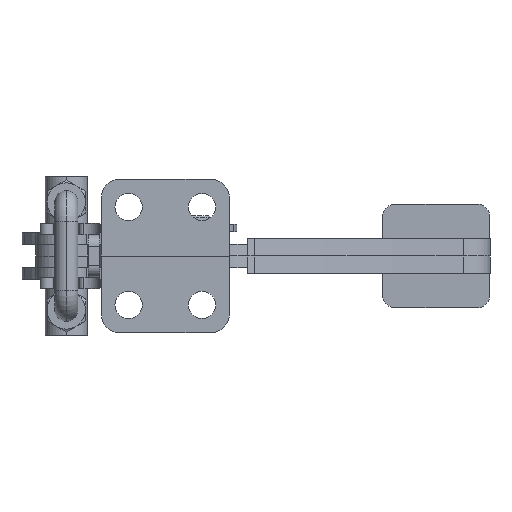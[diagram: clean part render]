
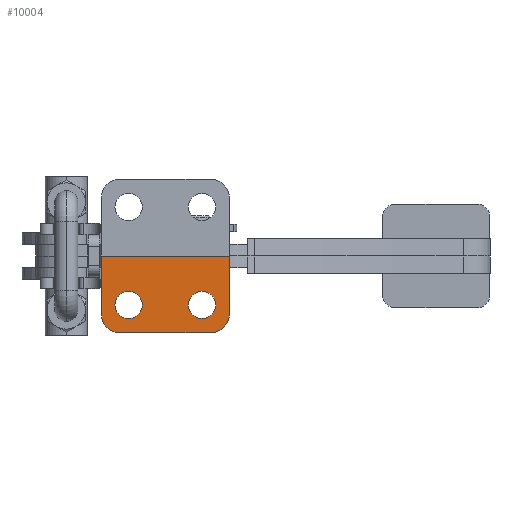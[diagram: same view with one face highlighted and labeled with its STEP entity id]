
A CAD part, front view. The second image highlights one B-rep face of the part: STEP entity #10004.
In plain terms, the highlighted planar face has unit normal (0, -1, 0).
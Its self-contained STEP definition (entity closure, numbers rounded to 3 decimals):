
#254 = CIRCLE ( 'NONE', #8334, 5. ) ;
#329 = CARTESIAN_POINT ( 'NONE',  ( -28.3, 0., -20. ) ) ;
#373 = ORIENTED_EDGE ( 'NONE', *, *, #11341, .F. ) ;
#669 = LINE ( 'NONE', #6160, #9340 ) ;
#732 = DIRECTION ( 'NONE',  ( 0., 0., -1. ) ) ;
#973 = VECTOR ( 'NONE', #9500, 1000. ) ;
#1143 = CARTESIAN_POINT ( 'NONE',  ( -28.3, 0., -15. ) ) ;
#1188 = DIRECTION ( 'NONE',  ( 0., 1., 0. ) ) ;
#1317 = DIRECTION ( 'NONE',  ( 0., 1., 0. ) ) ;
#1538 = EDGE_CURVE ( 'NONE', #7979, #13669, #12247, .T. ) ;
#1936 = LINE ( 'NONE', #2471, #7907 ) ;
#2150 = FACE_OUTER_BOUND ( 'NONE', #7887, .T. ) ;
#2257 = VERTEX_POINT ( 'NONE', #13849 ) ;
#2349 = DIRECTION ( 'NONE',  ( 0., 0., 1. ) ) ;
#2438 = VERTEX_POINT ( 'NONE', #2839 ) ;
#2471 = CARTESIAN_POINT ( 'NONE',  ( 0., 0., -3. ) ) ;
#2614 = CARTESIAN_POINT ( 'NONE',  ( -26.2, 0., -12.7 ) ) ;
#2617 = DIRECTION ( 'NONE',  ( 0., 0., -1. ) ) ;
#2838 = ORIENTED_EDGE ( 'NONE', *, *, #3079, .F. ) ;
#2839 = CARTESIAN_POINT ( 'NONE',  ( 0., 0., 0. ) ) ;
#3010 = ORIENTED_EDGE ( 'NONE', *, *, #13049, .T. ) ;
#3079 = EDGE_CURVE ( 'NONE', #13669, #6181, #11732, .T. ) ;
#3287 = CIRCLE ( 'NONE', #9166, 3.55 ) ;
#3402 = VERTEX_POINT ( 'NONE', #12630 ) ;
#3458 = EDGE_CURVE ( 'NONE', #3402, #12921, #254, .T. ) ;
#3507 = CARTESIAN_POINT ( 'NONE',  ( -26.2, 0., -16.25 ) ) ;
#3701 = CARTESIAN_POINT ( 'NONE',  ( -33.3, 0., -3. ) ) ;
#3752 = DIRECTION ( 'NONE',  ( 0., 0., -1. ) ) ;
#3872 = ORIENTED_EDGE ( 'NONE', *, *, #7014, .T. ) ;
#4183 = EDGE_CURVE ( 'NONE', #2257, #8742, #6399, .T. ) ;
#4465 = AXIS2_PLACEMENT_3D ( 'NONE', #7915, #1188, #9103 ) ;
#4635 = AXIS2_PLACEMENT_3D ( 'NONE', #8120, #8102, #8099 ) ;
#5151 = FACE_BOUND ( 'NONE', #7738, .T. ) ;
#5295 = ORIENTED_EDGE ( 'NONE', *, *, #3458, .F. ) ;
#5734 = VECTOR ( 'NONE', #14499, 1000. ) ;
#6160 = CARTESIAN_POINT ( 'NONE',  ( -5., 0., -20. ) ) ;
#6174 = CARTESIAN_POINT ( 'NONE',  ( -5., 0., -20. ) ) ;
#6181 = VERTEX_POINT ( 'NONE', #13882 ) ;
#6200 = AXIS2_PLACEMENT_3D ( 'NONE', #3701, #9418, #2617 ) ;
#6247 = CARTESIAN_POINT ( 'NONE',  ( -26.2, 0., -9.15 ) ) ;
#6399 = CIRCLE ( 'NONE', #4635, 3.55 ) ;
#7014 = EDGE_CURVE ( 'NONE', #3402, #2438, #1936, .T. ) ;
#7054 = ORIENTED_EDGE ( 'NONE', *, *, #4183, .T. ) ;
#7444 = DIRECTION ( 'NONE',  ( 0., 1., 0. ) ) ;
#7738 = EDGE_LOOP ( 'NONE', ( #7054, #3010 ) ) ;
#7887 = EDGE_LOOP ( 'NONE', ( #12175, #2838, #13351, #373, #5295, #3872 ) ) ;
#7907 = VECTOR ( 'NONE', #2349, 1000. ) ;
#7915 = CARTESIAN_POINT ( 'NONE',  ( -26.2, 0., -12.7 ) ) ;
#7945 = EDGE_LOOP ( 'NONE', ( #13193, #9911 ) ) ;
#7979 = VERTEX_POINT ( 'NONE', #329 ) ;
#8084 = CARTESIAN_POINT ( 'NONE',  ( -5., 0., -15. ) ) ;
#8099 = DIRECTION ( 'NONE',  ( 0., 0., -1. ) ) ;
#8102 = DIRECTION ( 'NONE',  ( 0., 1., 0. ) ) ;
#8120 = CARTESIAN_POINT ( 'NONE',  ( -7.1, 0., -12.7 ) ) ;
#8230 = PLANE ( 'NONE',  #6200 ) ;
#8334 = AXIS2_PLACEMENT_3D ( 'NONE', #8084, #1317, #10391 ) ;
#8340 = CARTESIAN_POINT ( 'NONE',  ( -33.3, 0., 0. ) ) ;
#8420 = EDGE_CURVE ( 'NONE', #10110, #9682, #10703, .T. ) ;
#8563 = EDGE_CURVE ( 'NONE', #9682, #10110, #10869, .T. ) ;
#8742 = VERTEX_POINT ( 'NONE', #11878 ) ;
#8776 = DIRECTION ( 'NONE',  ( 0., 1., 0. ) ) ;
#8827 = CARTESIAN_POINT ( 'NONE',  ( -33.3, 0., -3. ) ) ;
#9103 = DIRECTION ( 'NONE',  ( 0., 0., -1. ) ) ;
#9166 = AXIS2_PLACEMENT_3D ( 'NONE', #14161, #7444, #732 ) ;
#9340 = VECTOR ( 'NONE', #9582, 1000. ) ;
#9418 = DIRECTION ( 'NONE',  ( 0., 1., 0. ) ) ;
#9500 = DIRECTION ( 'NONE',  ( 1., 0., 0. ) ) ;
#9582 = DIRECTION ( 'NONE',  ( -1., 0., 0. ) ) ;
#9682 = VERTEX_POINT ( 'NONE', #6247 ) ;
#9911 = ORIENTED_EDGE ( 'NONE', *, *, #8420, .T. ) ;
#10004 = ADVANCED_FACE ( 'NONE', ( #5151, #11141, #2150 ), #8230, .F. ) ;
#10110 = VERTEX_POINT ( 'NONE', #3507 ) ;
#10391 = DIRECTION ( 'NONE',  ( 0., 0., -1. ) ) ;
#10507 = DIRECTION ( 'NONE',  ( 0., 1., 0. ) ) ;
#10703 = CIRCLE ( 'NONE', #4465, 3.55 ) ;
#10869 = CIRCLE ( 'NONE', #13494, 3.55 ) ;
#10994 = CARTESIAN_POINT ( 'NONE',  ( -33.3, 0., -15. ) ) ;
#11141 = FACE_BOUND ( 'NONE', #7945, .T. ) ;
#11341 = EDGE_CURVE ( 'NONE', #12921, #7979, #669, .T. ) ;
#11732 = LINE ( 'NONE', #8827, #5734 ) ;
#11878 = CARTESIAN_POINT ( 'NONE',  ( -7.1, 0., -16.25 ) ) ;
#12175 = ORIENTED_EDGE ( 'NONE', *, *, #14137, .F. ) ;
#12247 = CIRCLE ( 'NONE', #13487, 5. ) ;
#12259 = DIRECTION ( 'NONE',  ( 0., 0., -1. ) ) ;
#12630 = CARTESIAN_POINT ( 'NONE',  ( 0., 0., -15. ) ) ;
#12921 = VERTEX_POINT ( 'NONE', #6174 ) ;
#13049 = EDGE_CURVE ( 'NONE', #8742, #2257, #3287, .T. ) ;
#13193 = ORIENTED_EDGE ( 'NONE', *, *, #8563, .T. ) ;
#13351 = ORIENTED_EDGE ( 'NONE', *, *, #1538, .F. ) ;
#13487 = AXIS2_PLACEMENT_3D ( 'NONE', #1143, #8776, #12259 ) ;
#13494 = AXIS2_PLACEMENT_3D ( 'NONE', #2614, #10507, #3752 ) ;
#13669 = VERTEX_POINT ( 'NONE', #10994 ) ;
#13849 = CARTESIAN_POINT ( 'NONE',  ( -7.1, 0., -9.15 ) ) ;
#13882 = CARTESIAN_POINT ( 'NONE',  ( -33.3, 0., 0. ) ) ;
#13986 = LINE ( 'NONE', #8340, #973 ) ;
#14137 = EDGE_CURVE ( 'NONE', #6181, #2438, #13986, .T. ) ;
#14161 = CARTESIAN_POINT ( 'NONE',  ( -7.1, 0., -12.7 ) ) ;
#14499 = DIRECTION ( 'NONE',  ( 0., 0., 1. ) ) ;
